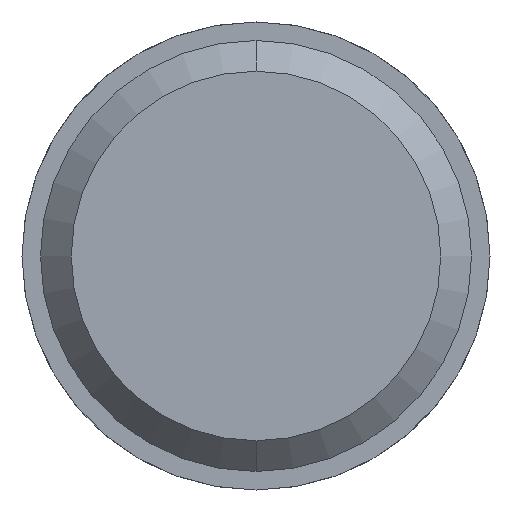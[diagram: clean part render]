
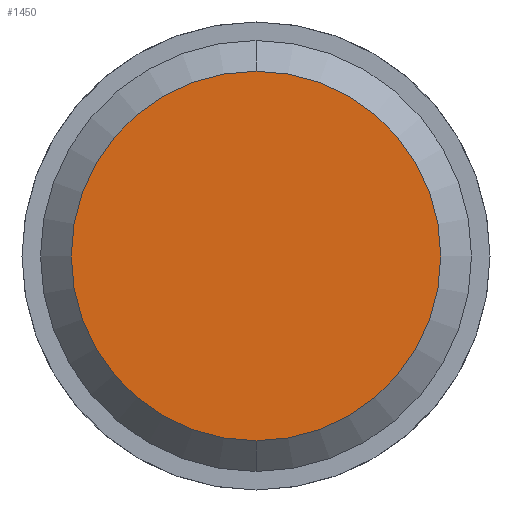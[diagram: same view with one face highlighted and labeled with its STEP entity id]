
A CAD part, front view. The second image highlights one B-rep face of the part: STEP entity #1450.
In plain terms, the highlighted planar face has unit normal (0, -1, 0).
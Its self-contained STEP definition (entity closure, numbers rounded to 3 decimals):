
#55 = VERTEX_POINT ( 'NONE', #3074 ) ;
#118 = DIRECTION ( 'NONE',  ( 0., 1., 0. ) ) ;
#196 = CIRCLE ( 'NONE', #2221, 1.5 ) ;
#441 = CIRCLE ( 'NONE', #3106, 1.5 ) ;
#528 = CARTESIAN_POINT ( 'NONE',  ( 0., -16.8, -1.5 ) ) ;
#1450 = ADVANCED_FACE ( 'Defeature ausgef�hrt3_18', ( #5302 ), #5742, .F. ) ;
#1591 = EDGE_CURVE ( 'Defeature ausgef�hrt3_17+Defeature ausgef�hrt3_18+Defeature ausgef�hrt3_18+Defeature ausgef�hrt3_18', #55, #7477, #441, .T. ) ;
#1792 = DIRECTION ( 'NONE',  ( 0., 0., -1. ) ) ;
#1874 = DIRECTION ( 'NONE',  ( 0., 0., -1. ) ) ;
#2221 = AXIS2_PLACEMENT_3D ( 'NONE', #4710, #9391, #1792 ) ;
#2692 = ORIENTED_EDGE ( 'NONE', *, *, #9165, .F. ) ;
#3074 = CARTESIAN_POINT ( 'NONE',  ( 0., -16.8, 1.5 ) ) ;
#3106 = AXIS2_PLACEMENT_3D ( 'NONE', #7915, #118, #5576 ) ;
#3211 = DIRECTION ( 'NONE',  ( 0., 1., 0. ) ) ;
#4710 = CARTESIAN_POINT ( 'NONE',  ( 0., -16.8, 0. ) ) ;
#5302 = FACE_OUTER_BOUND ( 'NONE', #6526, .T. ) ;
#5576 = DIRECTION ( 'NONE',  ( 0., 0., -1. ) ) ;
#5742 = PLANE ( 'NONE',  #6555 ) ;
#6526 = EDGE_LOOP ( 'NONE', ( #2692, #9850 ) ) ;
#6555 = AXIS2_PLACEMENT_3D ( 'NONE', #7895, #3211, #1874 ) ;
#7477 = VERTEX_POINT ( 'NONE', #528 ) ;
#7895 = CARTESIAN_POINT ( 'NONE',  ( 0., -16.8, 0. ) ) ;
#7915 = CARTESIAN_POINT ( 'NONE',  ( 0., -16.8, 0. ) ) ;
#9165 = EDGE_CURVE ( 'Defeature ausgef�hrt3_17+Defeature ausgef�hrt3_18+Defeature ausgef�hrt3_18+Defeature ausgef�hrt3_18', #7477, #55, #196, .T. ) ;
#9391 = DIRECTION ( 'NONE',  ( 0., 1., 0. ) ) ;
#9850 = ORIENTED_EDGE ( 'NONE', *, *, #1591, .F. ) ;
